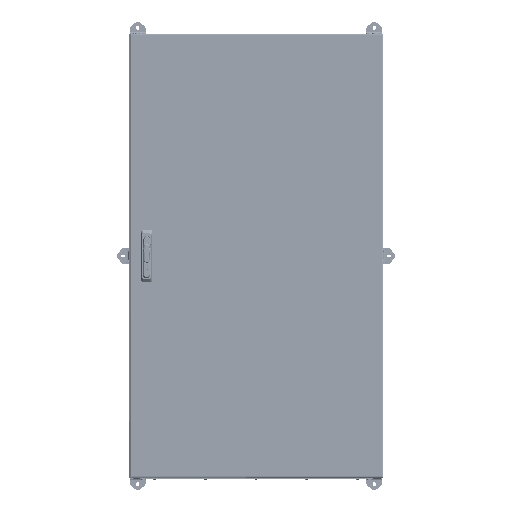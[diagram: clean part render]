
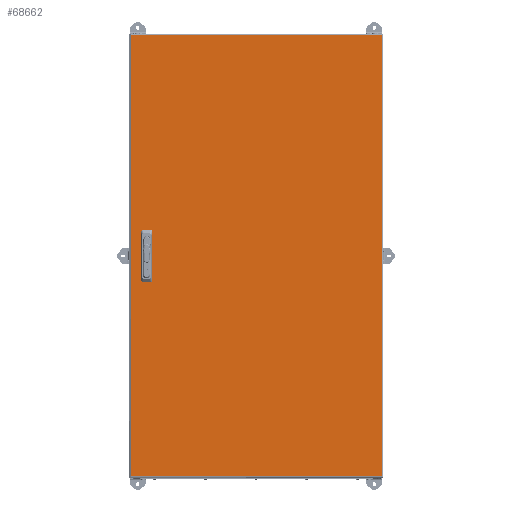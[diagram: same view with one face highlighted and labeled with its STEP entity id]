
A CAD part, top view. The second image highlights one B-rep face of the part: STEP entity #68662.
In plain terms, the highlighted planar face has unit normal (0, 0, 1).
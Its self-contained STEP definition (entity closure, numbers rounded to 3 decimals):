
#1172 = VERTEX_POINT ( 'NONE', #39944 ) ;
#2873 = VERTEX_POINT ( 'NONE', #26873 ) ;
#2992 = LINE ( 'NONE', #36858, #32379 ) ;
#3144 = DIRECTION ( 'NONE',  ( 0., 0., 1. ) ) ;
#3507 = CARTESIAN_POINT ( 'NONE',  ( 395.5, -696., 0. ) ) ;
#4756 = CARTESIAN_POINT ( 'NONE',  ( 396.293, 696., 0. ) ) ;
#5611 = CARTESIAN_POINT ( 'NONE',  ( -333.5, -75., 0. ) ) ;
#6800 = EDGE_LOOP ( 'NONE', ( #96161, #95821, #38170, #59136 ) ) ;
#9499 = VERTEX_POINT ( 'NONE', #16935 ) ;
#10607 = EDGE_CURVE ( 'NONE', #1172, #78856, #84192, .T. ) ;
#10948 = DIRECTION ( 'NONE',  ( -1., 0., 0. ) ) ;
#11938 = LINE ( 'NONE', #13558, #25169 ) ;
#12238 = LINE ( 'NONE', #12780, #58954 ) ;
#12780 = CARTESIAN_POINT ( 'NONE',  ( -333.5, 75., 0. ) ) ;
#13501 = ORIENTED_EDGE ( 'NONE', *, *, #10607, .F. ) ;
#13504 = VECTOR ( 'NONE', #74513, 1000. ) ;
#13558 = CARTESIAN_POINT ( 'NONE',  ( -395.5, 696.793, 0. ) ) ;
#13959 = EDGE_CURVE ( 'NONE', #63924, #69048, #84112, .T. ) ;
#14007 = CARTESIAN_POINT ( 'NONE',  ( 395.5, 696., 0. ) ) ;
#14180 = VERTEX_POINT ( 'NONE', #59658 ) ;
#16302 = EDGE_CURVE ( 'NONE', #52445, #95025, #61494, .T. ) ;
#16935 = CARTESIAN_POINT ( 'NONE',  ( -333.5, 75., 0. ) ) ;
#17246 = LINE ( 'NONE', #100549, #13504 ) ;
#20884 = FACE_OUTER_BOUND ( 'NONE', #6800, .T. ) ;
#22380 = CARTESIAN_POINT ( 'NONE',  ( -333.5, -75., 0. ) ) ;
#22403 = VECTOR ( 'NONE', #90313, 1000. ) ;
#22596 = ORIENTED_EDGE ( 'NONE', *, *, #48558, .F. ) ;
#25169 = VECTOR ( 'NONE', #46350, 1000. ) ;
#26873 = CARTESIAN_POINT ( 'NONE',  ( -358.5, 75., 0. ) ) ;
#28880 = VECTOR ( 'NONE', #89457, 1000. ) ;
#30407 = VERTEX_POINT ( 'NONE', #52885 ) ;
#31865 = ORIENTED_EDGE ( 'NONE', *, *, #77818, .F. ) ;
#32379 = VECTOR ( 'NONE', #69117, 1000. ) ;
#33623 = CARTESIAN_POINT ( 'NONE',  ( -333.5, -75., 0. ) ) ;
#35086 = DIRECTION ( 'NONE',  ( 0., -1., 0. ) ) ;
#35912 = DIRECTION ( 'NONE',  ( 1., 0., 0. ) ) ;
#36858 = CARTESIAN_POINT ( 'NONE',  ( -358.5, 25., 0. ) ) ;
#37097 = CARTESIAN_POINT ( 'NONE',  ( -395.5, -696., 0. ) ) ;
#38170 = ORIENTED_EDGE ( 'NONE', *, *, #83659, .T. ) ;
#38356 = CARTESIAN_POINT ( 'NONE',  ( -358.5, 75., 0. ) ) ;
#39944 = CARTESIAN_POINT ( 'NONE',  ( -358.5, -75., 0. ) ) ;
#40225 = DIRECTION ( 'NONE',  ( 0., 1., 0. ) ) ;
#40882 = EDGE_CURVE ( 'NONE', #75631, #9499, #12238, .T. ) ;
#40945 = VECTOR ( 'NONE', #10948, 1000. ) ;
#44307 = VECTOR ( 'NONE', #98273, 1000. ) ;
#45345 = FACE_BOUND ( 'NONE', #86400, .T. ) ;
#46350 = DIRECTION ( 'NONE',  ( 0., -1., 0. ) ) ;
#47234 = LINE ( 'NONE', #81102, #44307 ) ;
#48558 = EDGE_CURVE ( 'NONE', #95025, #1172, #60136, .T. ) ;
#49411 = ORIENTED_EDGE ( 'NONE', *, *, #77213, .F. ) ;
#52445 = VERTEX_POINT ( 'NONE', #101518 ) ;
#52885 = CARTESIAN_POINT ( 'NONE',  ( -395.5, 696., 0. ) ) ;
#53102 = ORIENTED_EDGE ( 'NONE', *, *, #90352, .F. ) ;
#53911 = VERTEX_POINT ( 'NONE', #37097 ) ;
#54798 = VECTOR ( 'NONE', #40225, 1000. ) ;
#54805 = PLANE ( 'NONE',  #88134 ) ;
#54882 = ORIENTED_EDGE ( 'NONE', *, *, #71680, .F. ) ;
#58954 = VECTOR ( 'NONE', #79973, 1000. ) ;
#59136 = ORIENTED_EDGE ( 'NONE', *, *, #13959, .T. ) ;
#59658 = CARTESIAN_POINT ( 'NONE',  ( -358.5, 25., 0. ) ) ;
#60136 = LINE ( 'NONE', #61212, #73803 ) ;
#61212 = CARTESIAN_POINT ( 'NONE',  ( -358.5, -75., 0. ) ) ;
#61494 = LINE ( 'NONE', #69262, #40945 ) ;
#62663 = CARTESIAN_POINT ( 'NONE',  ( -333.5, 25., 0. ) ) ;
#63602 = VECTOR ( 'NONE', #74480, 1000. ) ;
#63924 = VERTEX_POINT ( 'NONE', #3507 ) ;
#67927 = VECTOR ( 'NONE', #107981, 1000. ) ;
#68662 = ADVANCED_FACE ( 'NONE', ( #87029, #45345, #20884 ), #54805, .T. ) ;
#69048 = VERTEX_POINT ( 'NONE', #14007 ) ;
#69117 = DIRECTION ( 'NONE',  ( 1., 0., 0. ) ) ;
#69262 = CARTESIAN_POINT ( 'NONE',  ( -333.5, -25., 0. ) ) ;
#71680 = EDGE_CURVE ( 'NONE', #2873, #14180, #47234, .T. ) ;
#72799 = LINE ( 'NONE', #38356, #28880 ) ;
#72816 = LINE ( 'NONE', #5611, #63602 ) ;
#73803 = VECTOR ( 'NONE', #35086, 1000. ) ;
#74163 = LINE ( 'NONE', #4756, #67927 ) ;
#74480 = DIRECTION ( 'NONE',  ( 0., 1., 0. ) ) ;
#74513 = DIRECTION ( 'NONE',  ( 1., 0., 0. ) ) ;
#75631 = VERTEX_POINT ( 'NONE', #62663 ) ;
#76937 = EDGE_CURVE ( 'NONE', #69048, #30407, #74163, .T. ) ;
#77213 = EDGE_CURVE ( 'NONE', #14180, #75631, #2992, .T. ) ;
#77818 = EDGE_CURVE ( 'NONE', #9499, #2873, #72799, .T. ) ;
#78856 = VERTEX_POINT ( 'NONE', #22380 ) ;
#79973 = DIRECTION ( 'NONE',  ( 0., 1., 0. ) ) ;
#81102 = CARTESIAN_POINT ( 'NONE',  ( -358.5, 75., 0. ) ) ;
#83659 = EDGE_CURVE ( 'NONE', #53911, #63924, #17246, .T. ) ;
#84112 = LINE ( 'NONE', #109042, #54798 ) ;
#84192 = LINE ( 'NONE', #33623, #22403 ) ;
#86400 = EDGE_LOOP ( 'NONE', ( #22596, #95292, #53102, #13501 ) ) ;
#86423 = ORIENTED_EDGE ( 'NONE', *, *, #40882, .F. ) ;
#87029 = FACE_BOUND ( 'NONE', #87264, .T. ) ;
#87264 = EDGE_LOOP ( 'NONE', ( #86423, #49411, #54882, #31865 ) ) ;
#88134 = AXIS2_PLACEMENT_3D ( 'NONE', #103086, #3144, #35912 ) ;
#89457 = DIRECTION ( 'NONE',  ( -1., 0., 0. ) ) ;
#90313 = DIRECTION ( 'NONE',  ( 1., 0., 0. ) ) ;
#90352 = EDGE_CURVE ( 'NONE', #78856, #52445, #72816, .T. ) ;
#95025 = VERTEX_POINT ( 'NONE', #108146 ) ;
#95292 = ORIENTED_EDGE ( 'NONE', *, *, #16302, .F. ) ;
#95821 = ORIENTED_EDGE ( 'NONE', *, *, #106353, .T. ) ;
#96161 = ORIENTED_EDGE ( 'NONE', *, *, #76937, .T. ) ;
#98273 = DIRECTION ( 'NONE',  ( 0., -1., 0. ) ) ;
#100549 = CARTESIAN_POINT ( 'NONE',  ( -396.293, -696., 0. ) ) ;
#101518 = CARTESIAN_POINT ( 'NONE',  ( -333.5, -25., 0. ) ) ;
#103086 = CARTESIAN_POINT ( 'NONE',  ( 0., 0., 0. ) ) ;
#106353 = EDGE_CURVE ( 'NONE', #30407, #53911, #11938, .T. ) ;
#107981 = DIRECTION ( 'NONE',  ( -1., 0., 0. ) ) ;
#108146 = CARTESIAN_POINT ( 'NONE',  ( -358.5, -25., 0. ) ) ;
#109042 = CARTESIAN_POINT ( 'NONE',  ( 395.5, -696.793, 0. ) ) ;
